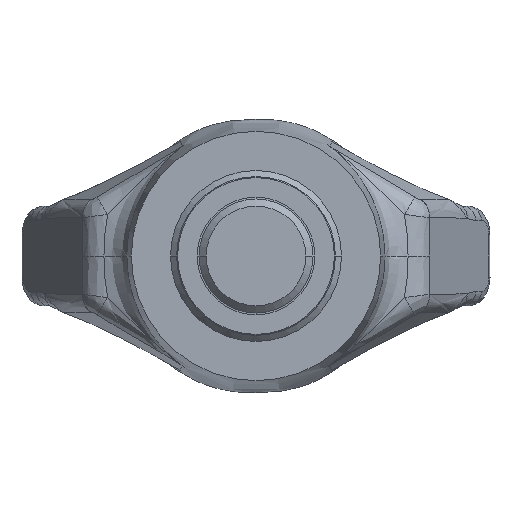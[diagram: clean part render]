
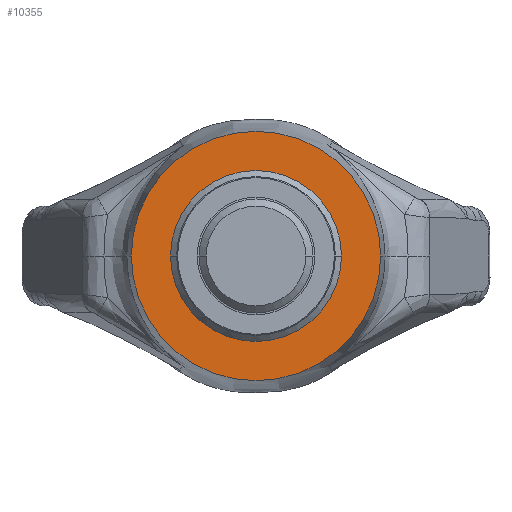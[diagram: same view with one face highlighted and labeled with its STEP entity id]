
A CAD part, front view. The second image highlights one B-rep face of the part: STEP entity #10355.
In plain terms, the highlighted planar face has unit normal (0, -1, 0).
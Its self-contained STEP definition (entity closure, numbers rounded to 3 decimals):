
#2=CARTESIAN_POINT('',(0.,-31.5,0.));
#3=DIRECTION('',(0.,-1.,0.));
#4=DIRECTION('',(-1.,0.,0.));
#5=AXIS2_PLACEMENT_3D('',#2,#3,#4);
#7=CARTESIAN_POINT('',(0.,-31.5,0.));
#8=DIRECTION('',(0.,-1.,0.));
#9=DIRECTION('',(1.,0.,0.));
#10=AXIS2_PLACEMENT_3D('',#7,#8,#9);
#121=CARTESIAN_POINT('',(0.,-31.5,0.));
#122=DIRECTION('',(0.,-1.,0.));
#123=DIRECTION('',(1.,0.,0.));
#124=AXIS2_PLACEMENT_3D('',#121,#122,#123);
#510=CARTESIAN_POINT('',(0.,-31.5,0.));
#511=DIRECTION('',(0.,1.,0.));
#512=DIRECTION('',(1.,0.,0.));
#513=AXIS2_PLACEMENT_3D('',#510,#511,#512);
#8159=CARTESIAN_POINT('',(17.5,-31.5,0.));
#8160=CARTESIAN_POINT('',(-17.5,-31.5,0.));
#8161=VERTEX_POINT('',#8159);
#8162=VERTEX_POINT('',#8160);
#8189=CARTESIAN_POINT('',(-12.,-31.5,0.));
#8190=CARTESIAN_POINT('',(12.,-31.5,0.));
#8191=VERTEX_POINT('',#8189);
#8192=VERTEX_POINT('',#8190);
#10338=CARTESIAN_POINT('',(0.,-31.5,0.));
#10339=DIRECTION('',(0.,-1.,0.));
#10340=DIRECTION('',(-1.,0.,0.));
#10341=AXIS2_PLACEMENT_3D('',#10338,#10339,#10340);
#10342=PLANE('',#10341);
#10344=ORIENTED_EDGE('',*,*,#10343,.F.);
#10346=ORIENTED_EDGE('',*,*,#10345,.T.);
#10347=EDGE_LOOP('',(#10344,#10346));
#10348=FACE_OUTER_BOUND('',#10347,.F.);
#10350=ORIENTED_EDGE('',*,*,#10349,.T.);
#10352=ORIENTED_EDGE('',*,*,#10351,.T.);
#10353=EDGE_LOOP('',(#10350,#10352));
#10354=FACE_BOUND('',#10353,.F.);
#10355=ADVANCED_FACE('',(#10348,#10354),#10342,.T.);
#6=CIRCLE('',#5,12.);
#11=CIRCLE('',#10,12.);
#125=CIRCLE('',#124,17.5);
#514=CIRCLE('',#513,17.5);
#10343=EDGE_CURVE('',#8161,#8162,#125,.T.);
#10345=EDGE_CURVE('',#8161,#8162,#514,.T.);
#10349=EDGE_CURVE('',#8191,#8192,#6,.T.);
#10351=EDGE_CURVE('',#8192,#8191,#11,.T.);
